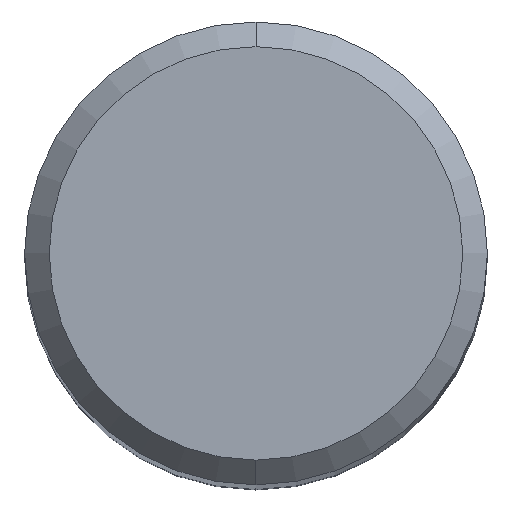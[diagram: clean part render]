
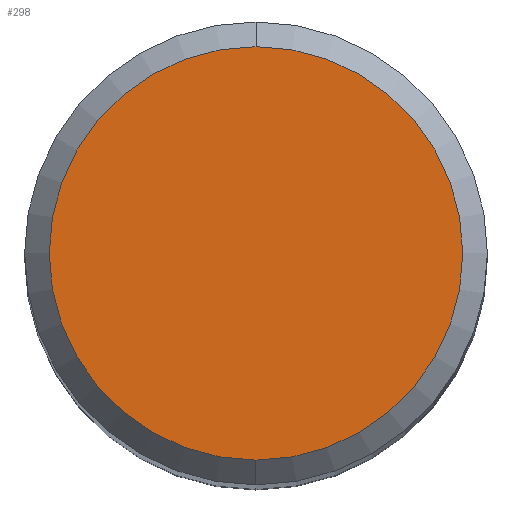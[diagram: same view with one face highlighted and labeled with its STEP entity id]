
A CAD part, top view. The second image highlights one B-rep face of the part: STEP entity #298.
In plain terms, the highlighted planar face has unit normal (0, 0, 1).
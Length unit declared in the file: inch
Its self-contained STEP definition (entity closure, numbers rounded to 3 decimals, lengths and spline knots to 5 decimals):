
#19 = AXIS2_PLACEMENT_3D ( 'NONE', #226, #133, #359 ) ;
#36 = DIRECTION ( 'NONE',  ( 0., 0., 1. ) ) ;
#46 = EDGE_CURVE ( 'NONE', #124, #115, #407, .T. ) ;
#78 = EDGE_CURVE ( 'NONE', #115, #124, #86, .T. ) ;
#86 = CIRCLE ( 'NONE', #348, 0.1675 ) ;
#88 = DIRECTION ( 'NONE',  ( 0., -1., 0. ) ) ;
#115 = VERTEX_POINT ( 'NONE', #311 ) ;
#124 = VERTEX_POINT ( 'NONE', #227 ) ;
#133 = DIRECTION ( 'NONE',  ( 0., 0., -1. ) ) ;
#163 = CARTESIAN_POINT ( 'NONE',  ( 0., 0., 0. ) ) ;
#187 = CARTESIAN_POINT ( 'NONE',  ( 0., 0., 0. ) ) ;
#225 = AXIS2_PLACEMENT_3D ( 'NONE', #163, #357, #88 ) ;
#226 = CARTESIAN_POINT ( 'NONE',  ( 0., 0.1675, 0. ) ) ;
#227 = CARTESIAN_POINT ( 'NONE',  ( 0., -0.1675, 0. ) ) ;
#248 = EDGE_LOOP ( 'NONE', ( #300, #292 ) ) ;
#259 = FACE_OUTER_BOUND ( 'NONE', #248, .T. ) ;
#291 = DIRECTION ( 'NONE',  ( 0., -1., 0. ) ) ;
#292 = ORIENTED_EDGE ( 'NONE', *, *, #46, .T. ) ;
#298 = ADVANCED_FACE ( 'NONE', ( #259 ), #394, .F. ) ;
#300 = ORIENTED_EDGE ( 'NONE', *, *, #78, .T. ) ;
#311 = CARTESIAN_POINT ( 'NONE',  ( 0., 0.1675, 0. ) ) ;
#348 = AXIS2_PLACEMENT_3D ( 'NONE', #187, #36, #291 ) ;
#357 = DIRECTION ( 'NONE',  ( 0., 0., 1. ) ) ;
#359 = DIRECTION ( 'NONE',  ( 0., 1., 0. ) ) ;
#394 = PLANE ( 'NONE',  #19 ) ;
#407 = CIRCLE ( 'NONE', #225, 0.1675 ) ;
